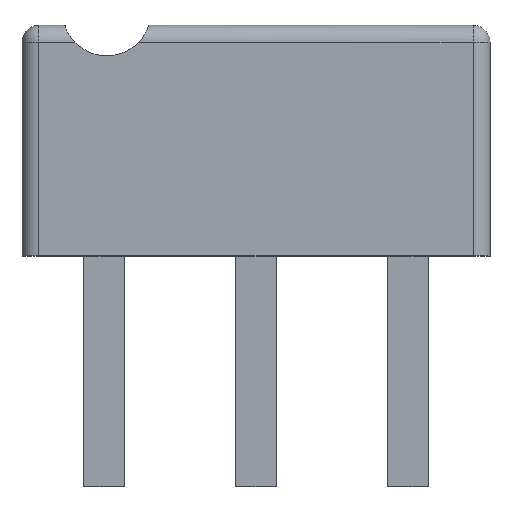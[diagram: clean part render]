
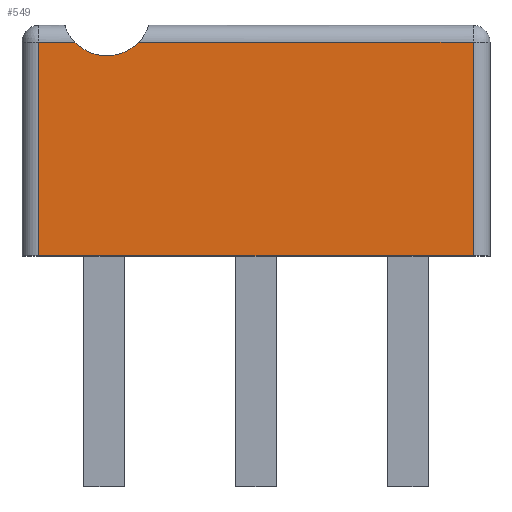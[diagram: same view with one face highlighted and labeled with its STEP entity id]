
A CAD part, top view. The second image highlights one B-rep face of the part: STEP entity #549.
In plain terms, the highlighted planar face has unit normal (0, 0, 1).
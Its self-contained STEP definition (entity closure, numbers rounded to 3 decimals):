
#97 = VERTEX_POINT('',#98);
#98 = CARTESIAN_POINT('',(5.4,-3.6,3.225));
#105 = EDGE_CURVE('',#97,#106,#108,.T.);
#106 = VERTEX_POINT('',#107);
#107 = CARTESIAN_POINT('',(-1.,-3.6,3.225));
#108 = LINE('',#109,#110);
#109 = CARTESIAN_POINT('',(5.65,-3.6,3.225));
#110 = VECTOR('',#111,1.);
#111 = DIRECTION('',(-1.,0.,0.));
#403 = VERTEX_POINT('',#404);
#404 = CARTESIAN_POINT('',(0.469,-0.45,3.225));
#421 = EDGE_CURVE('',#422,#403,#424,.T.);
#422 = VERTEX_POINT('',#423);
#423 = CARTESIAN_POINT('',(-0.469,-0.45,3.225));
#424 = CIRCLE('',#425,0.65);
#425 = AXIS2_PLACEMENT_3D('',#426,#427,#428);
#426 = CARTESIAN_POINT('',(0.,0.,3.225));
#427 = DIRECTION('',(-0.,0.,1.));
#428 = DIRECTION('',(1.,0.,0.));
#504 = EDGE_CURVE('',#106,#505,#507,.T.);
#505 = VERTEX_POINT('',#506);
#506 = CARTESIAN_POINT('',(-1.,-0.45,3.225));
#507 = LINE('',#508,#509);
#508 = CARTESIAN_POINT('',(-1.,-3.6,3.225));
#509 = VECTOR('',#510,1.);
#510 = DIRECTION('',(0.,1.,0.));
#529 = EDGE_CURVE('',#97,#530,#532,.T.);
#530 = VERTEX_POINT('',#531);
#531 = CARTESIAN_POINT('',(5.4,-0.45,3.225));
#532 = LINE('',#533,#534);
#533 = CARTESIAN_POINT('',(5.4,-3.6,3.225));
#534 = VECTOR('',#535,1.);
#535 = DIRECTION('',(0.,1.,0.));
#549 = ADVANCED_FACE('',(#550),#568,.T.);
#550 = FACE_BOUND('',#551,.T.);
#551 = EDGE_LOOP('',(#552,#553,#554,#560,#561,#567));
#552 = ORIENTED_EDGE('',*,*,#105,.F.);
#553 = ORIENTED_EDGE('',*,*,#529,.T.);
#554 = ORIENTED_EDGE('',*,*,#555,.T.);
#555 = EDGE_CURVE('',#530,#403,#556,.T.);
#556 = LINE('',#557,#558);
#557 = CARTESIAN_POINT('',(5.65,-0.45,3.225));
#558 = VECTOR('',#559,1.);
#559 = DIRECTION('',(-1.,0.,0.));
#560 = ORIENTED_EDGE('',*,*,#421,.F.);
#561 = ORIENTED_EDGE('',*,*,#562,.T.);
#562 = EDGE_CURVE('',#422,#505,#563,.T.);
#563 = LINE('',#564,#565);
#564 = CARTESIAN_POINT('',(-0.618,-0.45,3.225));
#565 = VECTOR('',#566,1.);
#566 = DIRECTION('',(-1.,0.,0.));
#567 = ORIENTED_EDGE('',*,*,#504,.F.);
#568 = PLANE('',#569);
#569 = AXIS2_PLACEMENT_3D('',#570,#571,#572);
#570 = CARTESIAN_POINT('',(5.65,-3.6,3.225));
#571 = DIRECTION('',(0.,0.,1.));
#572 = DIRECTION('',(-1.,0.,0.));
